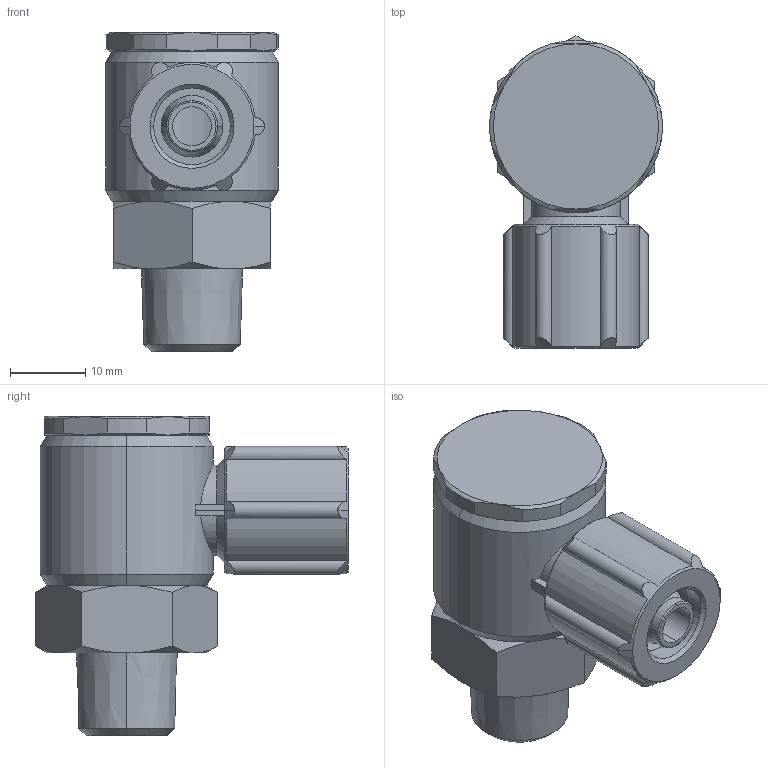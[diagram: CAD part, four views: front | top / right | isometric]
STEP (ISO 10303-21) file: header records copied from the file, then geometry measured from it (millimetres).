
FILE_DESCRIPTION((''),'2;1');
FILE_NAME('THL1002D1-mdt.stp','2017-07-21T13:20:46',(''),(''),'Mechanical Desktop 2009','Mechanical Desktop 2009',', , ');
FILE_SCHEMA(('CONFIG_CONTROL_DESIGN'));
Length unit declared in the file: millimetre
Products named in the file (2): THL1002D1-MDTA; THL1002D1-MDT
Assembly tree (1 placements, depth 2):
  THL1002D1-MDTA
    THL1002D1-MDT
Bounding box: 23 x 41.62 x 42.5 mm (x, y, z)
Volume: 12153.6 mm3; surface area: 9595.6 mm2
Topology: 1 solids, 2 shells, 170 faces, 401 edges, 247 vertices
Faces by surface type: cylinder 64, cone 64, plane 34, torus 6, bspline 2
Entity records: 5677 total; most frequent: CARTESIAN_POINT 1729, DIRECTION 838, ORIENTED_EDGE 802, EDGE_CURVE 401, AXIS2_PLACEMENT_3D 356, VERTEX_POINT 247, EDGE_LOOP 190, CIRCLE 186
